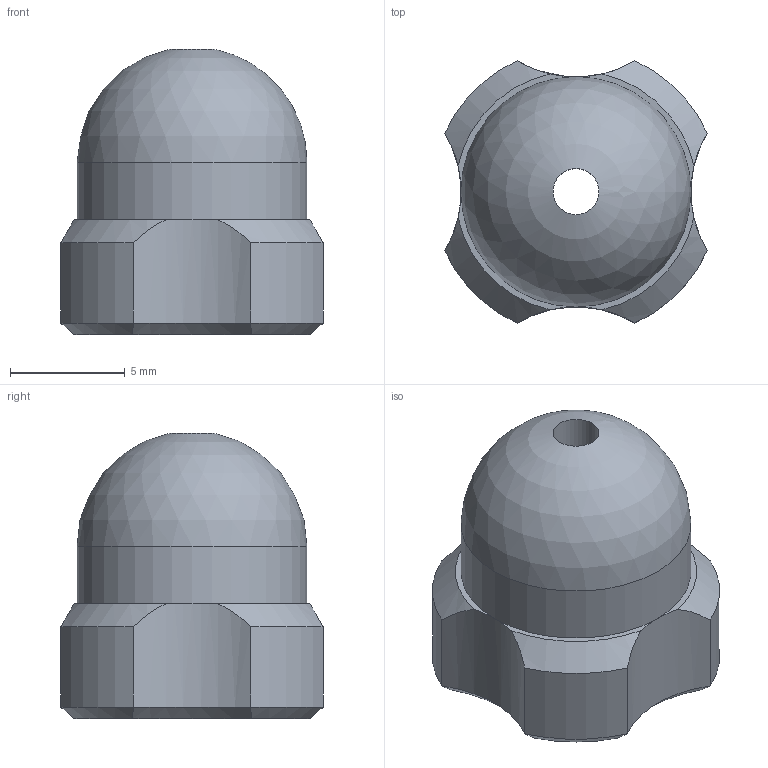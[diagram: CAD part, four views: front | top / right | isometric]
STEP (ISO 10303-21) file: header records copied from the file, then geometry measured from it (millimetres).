
FILE_DESCRIPTION(('FreeCAD Model'),'2;1');
FILE_NAME('Open CASCADE Shape Model','2023-01-08T01:29:46',(''),(''), 'Open CASCADE STEP processor 7.6','FreeCAD','Unknown');
FILE_SCHEMA(('AUTOMOTIVE_DESIGN { 1 0 10303 214 1 1 1 1 }'));
Length unit declared in the file: millimetre
Products named in the file (1): Nut CPN RH BU01x01.00 - SPN-NUT-0035 (stemfie.org)
Bounding box: 11.41 x 11.41 x 12.4 mm (x, y, z)
Volume: 632.9 mm3; surface area: 836.7 mm2
Topology: 1 solids, 1 shells, 510 faces, 1418 edges, 939 vertices
Faces by surface type: plane 306, extrusion 170, cylinder 17, cone 13, sphere 2, bspline 2
Full cylindrical faces by diameter (mm): 2 x1, 6.8 x1, 10 x1
Entity records: 39277 total; most frequent: CARTESIAN_POINT 12908, DIRECTION 4095, ORIENTED_EDGE 2836, PCURVE 2836, DEFINITIONAL_REPRESENTATION 2836, VECTOR 2692, LINE 2522, EDGE_CURVE 1418
